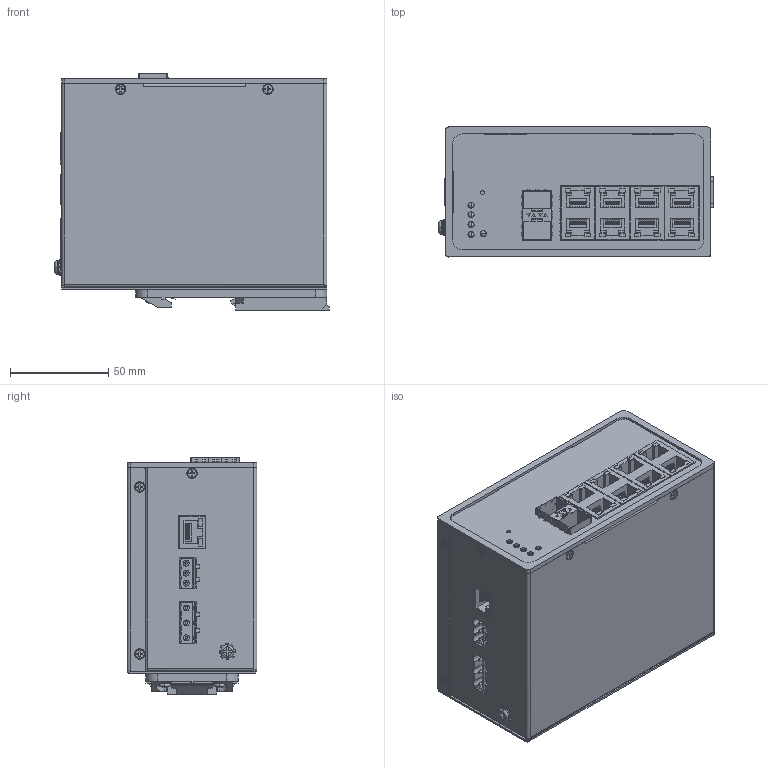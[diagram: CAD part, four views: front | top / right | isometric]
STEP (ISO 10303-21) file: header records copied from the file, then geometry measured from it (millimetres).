
FILE_DESCRIPTION((''),'2;1');
FILE_NAME('ASM0025_ASM_ASM_ASM_ASM_ASM_ASM_ASM','2024-03-22T10:15:50',('wangzixiong'),(''),'CREO PARAMETRIC BY PTC INC, 2021023','CREO PARAMETRIC BY PTC INC, 2021023','');
FILE_SCHEMA(('CONFIG_CONTROL_DESIGN'));
Length unit declared in the file: millimetre
Products named in the file (29): PRT0147_1; PRT0148_1; PRT0149_1; ASM0026_ASM_ASM_ASM_ASM_ASM_ASM_ASM; ASM0027_ASM_ASM_ASM_ASM_ASM_ASM; PRT0150_1; PRT0153_1; PRT0155_1; PRT0156_1; PRT0157_1; PRT0158_1; PRT0159_1; PRT0160_1; ASM0029_ASM_ASM_ASM_ASM_ASM_ASM_ASM; ASM0028_ASM_ASM_ASM_ASM_ASM_ASM_ASM; PRT0162_1; PRT0163_1; ASM0030_ASM_ASM_ASM_ASM_ASM_ASM_ASM; PRT0166_1; PRT0165_1; PRT0167_1; PRT0170_1; BASE_MODEL_DEFAULT_1_1; SLIP_3_DEFAULT_1_1; PRODUCT_16742_ASM_1_ASM_ASM_ASM_ASM; 107011804-3-762-JH-90_1_1; PRT0171_1; M3X80001; ASM0025_ASM_ASM_ASM_ASM_ASM_ASM_ASM
Assembly tree (50 placements, depth 4):
  ASM0025_ASM_ASM_ASM_ASM_ASM_ASM_ASM
    ASM0026_ASM_ASM_ASM_ASM_ASM_ASM_ASM
      PRT0147_1
      PRT0148_1
      PRT0149_1  x5
    ASM0027_ASM_ASM_ASM_ASM_ASM_ASM
    PRT0150_1
    PRT0153_1
    ASM0028_ASM_ASM_ASM_ASM_ASM_ASM_ASM
      PRT0155_1
      PRT0156_1  x4
      PRT0157_1
      ASM0029_ASM_ASM_ASM_ASM_ASM_ASM_ASM
        PRT0158_1
        PRT0159_1
        PRT0160_1
    ASM0030_ASM_ASM_ASM_ASM_ASM_ASM_ASM
      PRT0162_1
      PRT0163_1
    PRT0166_1
    PRT0165_1
    PRT0167_1  x14
    PRT0170_1
    PRODUCT_16742_ASM_1_ASM_ASM_ASM_ASM
      BASE_MODEL_DEFAULT_1_1
      SLIP_3_DEFAULT_1_1
    107011804-3-762-JH-90_1_1
    PRT0171_1
    M3X80001  x3
Bounding box: 139.7 x 66 x 120.31 mm (x, y, z)
Volume: 154846.3 mm3; surface area: 181948.9 mm2
Topology: 44 solids, 44 shells, 2956 faces, 8298 edges, 5555 vertices
Faces by surface type: plane 2171, cylinder 649, cone 70, torus 26, sphere 16, extrusion 16, bspline 8
Entity records: 67836 total; most frequent: CARTESIAN_POINT 12942, ORIENTED_EDGE 11500, DIRECTION 11046, EDGE_CURVE 5750, VECTOR 4410, LINE 4394, VERTEX_POINT 3817, AXIS2_PLACEMENT_3D 3318
